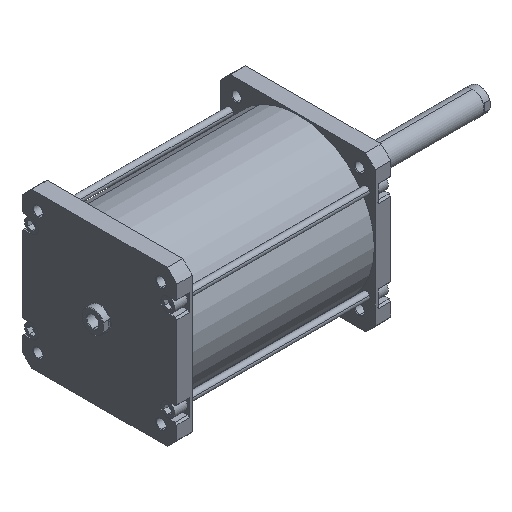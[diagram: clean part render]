
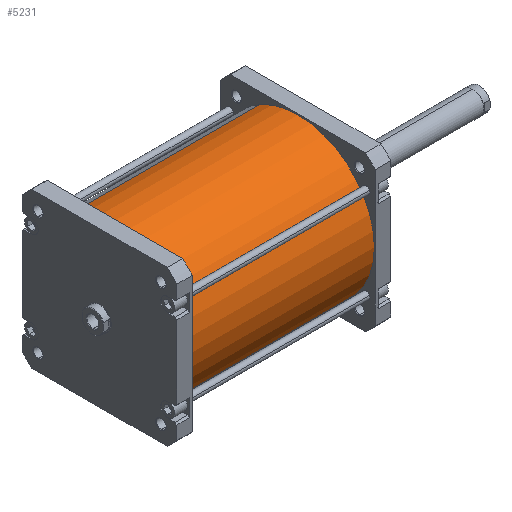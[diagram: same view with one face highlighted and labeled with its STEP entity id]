
A CAD part, isometric view. The second image highlights one B-rep face of the part: STEP entity #5231.
In plain terms, the highlighted cylindrical face has radius 168 mm (diameter 336 mm), a partial arc.
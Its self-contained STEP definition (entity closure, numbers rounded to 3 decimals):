
#165 = AXIS2_PLACEMENT_3D ( 'NONE', #2123, #2115, #2118 ) ;
#421 = AXIS2_PLACEMENT_3D ( 'NONE', #2880, #2902, #2903 ) ;
#422 = AXIS2_PLACEMENT_3D ( 'NONE', #2911, #2912, #2913 ) ;
#825 = CYLINDRICAL_SURFACE ( 'NONE', #165, 168. ) ;
#856 = FACE_OUTER_BOUND ( 'NONE', #2041, .T. ) ;
#1275 = VECTOR ( 'NONE', #2927, 1000. ) ;
#1303 = CIRCLE ( 'NONE', #421, 168. ) ;
#1304 = LINE ( 'NONE', #2906, #1305 ) ;
#1305 = VECTOR ( 'NONE', #2907, 1000. ) ;
#1308 = CIRCLE ( 'NONE', #422, 168. ) ;
#1313 = LINE ( 'NONE', #2914, #1275 ) ;
#2023 = ORIENTED_EDGE ( 'NONE', *, *, #5424, .T. ) ;
#2035 = ORIENTED_EDGE ( 'NONE', *, *, #5419, .F. ) ;
#2037 = ORIENTED_EDGE ( 'NONE', *, *, #5415, .T. ) ;
#2041 = EDGE_LOOP ( 'NONE', ( #2048, #2035, #2023, #2037 ) ) ;
#2048 = ORIENTED_EDGE ( 'NONE', *, *, #5417, .F. ) ;
#2115 = DIRECTION ( 'NONE',  ( 0., 0., -1. ) ) ;
#2118 = DIRECTION ( 'NONE',  ( -1., 0., 0. ) ) ;
#2123 = CARTESIAN_POINT ( 'NONE',  ( 0., 0., 402. ) ) ;
#2880 = CARTESIAN_POINT ( 'NONE',  ( 0., 0., 0. ) ) ;
#2902 = DIRECTION ( 'NONE',  ( 0., 0., 1. ) ) ;
#2903 = DIRECTION ( 'NONE',  ( 1., 0., 0. ) ) ;
#2906 = CARTESIAN_POINT ( 'NONE',  ( 168., 0., 402. ) ) ;
#2907 = DIRECTION ( 'NONE',  ( 0., 0., -1. ) ) ;
#2911 = CARTESIAN_POINT ( 'NONE',  ( 0., 0., 402. ) ) ;
#2912 = DIRECTION ( 'NONE',  ( 0., 0., 1. ) ) ;
#2913 = DIRECTION ( 'NONE',  ( 1., 0., 0. ) ) ;
#2914 = CARTESIAN_POINT ( 'NONE',  ( -168., 0., 402. ) ) ;
#2927 = DIRECTION ( 'NONE',  ( 0., 0., -1. ) ) ;
#3844 = CARTESIAN_POINT ( 'NONE',  ( -168., 0., 402. ) ) ;
#3862 = CARTESIAN_POINT ( 'NONE',  ( 168., 0., 0. ) ) ;
#3874 = CARTESIAN_POINT ( 'NONE',  ( -168., 0., 0. ) ) ;
#3878 = CARTESIAN_POINT ( 'NONE',  ( 168., 0., 402. ) ) ;
#5231 = ADVANCED_FACE ( 'NONE', ( #856 ), #825, .T. ) ;
#5415 = EDGE_CURVE ( 'NONE', #5992, #5980, #1303, .T. ) ;
#5417 = EDGE_CURVE ( 'NONE', #5996, #5980, #1304, .T. ) ;
#5419 = EDGE_CURVE ( 'NONE', #5962, #5996, #1308, .T. ) ;
#5424 = EDGE_CURVE ( 'NONE', #5962, #5992, #1313, .T. ) ;
#5962 = VERTEX_POINT ( 'NONE', #3844 ) ;
#5980 = VERTEX_POINT ( 'NONE', #3862 ) ;
#5992 = VERTEX_POINT ( 'NONE', #3874 ) ;
#5996 = VERTEX_POINT ( 'NONE', #3878 ) ;
